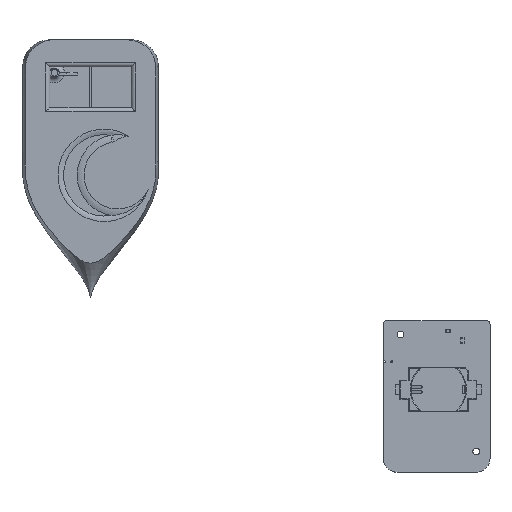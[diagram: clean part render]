
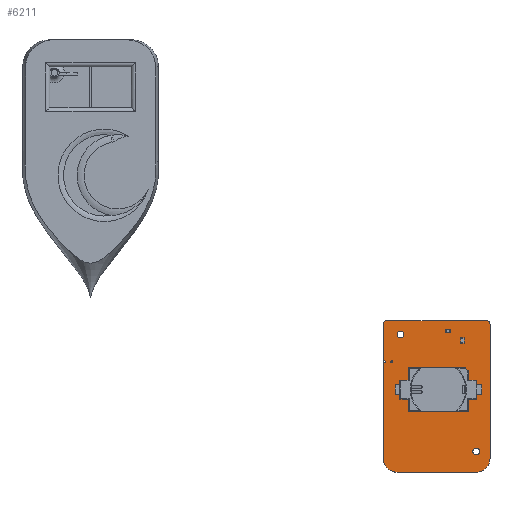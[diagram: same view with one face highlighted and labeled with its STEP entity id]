
A CAD part, top view. The second image highlights one B-rep face of the part: STEP entity #6211.
In plain terms, the highlighted planar face has unit normal (0, 0, 1).
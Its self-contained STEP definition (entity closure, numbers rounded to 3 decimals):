
#103=FACE_BOUND('',#1035,.T.);
#104=FACE_BOUND('',#1036,.T.);
#105=FACE_BOUND('',#1037,.T.);
#106=FACE_BOUND('',#1038,.T.);
#180=CIRCLE('',#6701,1.268);
#189=CIRCLE('',#6714,1.268);
#190=CIRCLE('',#6715,5.078);
#191=CIRCLE('',#6716,5.078);
#192=CIRCLE('',#6717,1.25);
#193=CIRCLE('',#6718,0.375);
#194=CIRCLE('',#6719,0.375);
#195=CIRCLE('',#6720,1.25);
#675=FACE_OUTER_BOUND('',#1034,.T.);
#1034=EDGE_LOOP('',(#4794,#4795,#4796,#4797,#4798,#4799,#4800,#4801,#4802,
#4803,#4804,#4805));
#1035=EDGE_LOOP('',(#4806));
#1036=EDGE_LOOP('',(#4807));
#1037=EDGE_LOOP('',(#4808));
#1038=EDGE_LOOP('',(#4809));
#1597=LINE('',#9749,#2204);
#1599=LINE('',#9753,#2206);
#1608=LINE('',#9785,#2215);
#1609=LINE('',#9789,#2216);
#1610=LINE('',#9791,#2217);
#1611=LINE('',#9795,#2218);
#1612=LINE('',#9797,#2219);
#1613=LINE('',#9800,#2220);
#2204=VECTOR('',#7893,1.);
#2206=VECTOR('',#7897,1.);
#2215=VECTOR('',#7924,1.);
#2216=VECTOR('',#7927,1.);
#2217=VECTOR('',#7928,1.);
#2218=VECTOR('',#7931,1.);
#2219=VECTOR('',#7932,1.);
#2220=VECTOR('',#7935,1.);
#2731=VERTEX_POINT('',#9738);
#2732=VERTEX_POINT('',#9740);
#2735=VERTEX_POINT('',#9747);
#2736=VERTEX_POINT('',#9752);
#2750=VERTEX_POINT('',#9784);
#2751=VERTEX_POINT('',#9786);
#2752=VERTEX_POINT('',#9788);
#2753=VERTEX_POINT('',#9790);
#2754=VERTEX_POINT('',#9792);
#2755=VERTEX_POINT('',#9794);
#2756=VERTEX_POINT('',#9796);
#2757=VERTEX_POINT('',#9798);
#2758=VERTEX_POINT('',#9801);
#2759=VERTEX_POINT('',#9803);
#2760=VERTEX_POINT('',#9805);
#2761=VERTEX_POINT('',#9807);
#3456=EDGE_CURVE('',#2731,#2732,#180,.T.);
#3460=EDGE_CURVE('',#2735,#2731,#1597,.T.);
#3462=EDGE_CURVE('',#2732,#2736,#1599,.T.);
#3478=EDGE_CURVE('',#2750,#2735,#1608,.T.);
#3479=EDGE_CURVE('',#2751,#2750,#189,.T.);
#3480=EDGE_CURVE('',#2752,#2751,#1609,.T.);
#3481=EDGE_CURVE('',#2753,#2752,#1610,.T.);
#3482=EDGE_CURVE('',#2754,#2753,#190,.T.);
#3483=EDGE_CURVE('',#2755,#2754,#1611,.T.);
#3484=EDGE_CURVE('',#2756,#2755,#1612,.T.);
#3485=EDGE_CURVE('',#2757,#2756,#191,.T.);
#3486=EDGE_CURVE('',#2736,#2757,#1613,.T.);
#3487=EDGE_CURVE('',#2758,#2758,#192,.T.);
#3488=EDGE_CURVE('',#2759,#2759,#193,.T.);
#3489=EDGE_CURVE('',#2760,#2760,#194,.T.);
#3490=EDGE_CURVE('',#2761,#2761,#195,.T.);
#4794=ORIENTED_EDGE('',*,*,#3456,.F.);
#4795=ORIENTED_EDGE('',*,*,#3460,.F.);
#4796=ORIENTED_EDGE('',*,*,#3478,.F.);
#4797=ORIENTED_EDGE('',*,*,#3479,.F.);
#4798=ORIENTED_EDGE('',*,*,#3480,.F.);
#4799=ORIENTED_EDGE('',*,*,#3481,.F.);
#4800=ORIENTED_EDGE('',*,*,#3482,.F.);
#4801=ORIENTED_EDGE('',*,*,#3483,.F.);
#4802=ORIENTED_EDGE('',*,*,#3484,.F.);
#4803=ORIENTED_EDGE('',*,*,#3485,.F.);
#4804=ORIENTED_EDGE('',*,*,#3486,.F.);
#4805=ORIENTED_EDGE('',*,*,#3462,.F.);
#4806=ORIENTED_EDGE('',*,*,#3487,.T.);
#4807=ORIENTED_EDGE('',*,*,#3488,.T.);
#4808=ORIENTED_EDGE('',*,*,#3489,.T.);
#4809=ORIENTED_EDGE('',*,*,#3490,.T.);
#5764=PLANE('',#6713);
#6211=ADVANCED_FACE('',(#675,#103,#104,#105,#106),#5764,.T.);
#6701=AXIS2_PLACEMENT_3D('',#9741,#7885,#7886);
#6713=AXIS2_PLACEMENT_3D('',#9783,#7922,#7923);
#6714=AXIS2_PLACEMENT_3D('',#9787,#7925,#7926);
#6715=AXIS2_PLACEMENT_3D('',#9793,#7929,#7930);
#6716=AXIS2_PLACEMENT_3D('',#9799,#7933,#7934);
#6717=AXIS2_PLACEMENT_3D('',#9802,#7936,#7937);
#6718=AXIS2_PLACEMENT_3D('',#9804,#7938,#7939);
#6719=AXIS2_PLACEMENT_3D('',#9806,#7940,#7941);
#6720=AXIS2_PLACEMENT_3D('',#9808,#7942,#7943);
#7885=DIRECTION('center_axis',(0.,0.,-1.));
#7886=DIRECTION('ref_axis',(-0.003,1.,0.));
#7893=DIRECTION('',(1.,0.,0.));
#7897=DIRECTION('',(0.022,-1.,0.));
#7922=DIRECTION('center_axis',(0.,0.,1.));
#7923=DIRECTION('ref_axis',(1.,0.,0.));
#7924=DIRECTION('',(1.,0.022,0.));
#7925=DIRECTION('center_axis',(0.,0.,-1.));
#7926=DIRECTION('ref_axis',(-1.,-0.003,0.));
#7927=DIRECTION('',(0.,1.,0.));
#7928=DIRECTION('',(-0.011,1.,0.));
#7929=DIRECTION('center_axis',(0.,0.,-1.));
#7930=DIRECTION('ref_axis',(0.001,-1.,0.));
#7931=DIRECTION('',(-1.,0.,0.));
#7932=DIRECTION('',(-1.,-0.011,0.));
#7933=DIRECTION('center_axis',(0.,0.,-1.));
#7934=DIRECTION('ref_axis',(1.,0.001,0.));
#7935=DIRECTION('',(0.,-1.,0.));
#7936=DIRECTION('center_axis',(0.,0.,-1.));
#7937=DIRECTION('ref_axis',(0.,-1.,0.));
#7938=DIRECTION('center_axis',(0.,0.,-1.));
#7939=DIRECTION('ref_axis',(0.,-1.,0.));
#7940=DIRECTION('center_axis',(0.,0.,-1.));
#7941=DIRECTION('ref_axis',(0.,-1.,0.));
#7942=DIRECTION('center_axis',(0.,0.,-1.));
#7943=DIRECTION('ref_axis',(0.,-1.,0.));
#9738=CARTESIAN_POINT('',(146.05,-68.58,1.6));
#9740=CARTESIAN_POINT('',(147.318,-69.739,1.6));
#9741=CARTESIAN_POINT('Origin',(146.054,-69.848,1.6));
#9747=CARTESIAN_POINT('',(109.22,-68.58,1.6));
#9749=CARTESIAN_POINT('',(109.22,-68.58,1.6));
#9752=CARTESIAN_POINT('',(147.32,-69.85,1.6));
#9753=CARTESIAN_POINT('',(147.318,-69.739,1.6));
#9783=CARTESIAN_POINT('Origin',(0.,0.,1.6));
#9784=CARTESIAN_POINT('',(109.109,-68.582,1.6));
#9785=CARTESIAN_POINT('',(109.109,-68.582,1.6));
#9786=CARTESIAN_POINT('',(107.95,-69.85,1.6));
#9787=CARTESIAN_POINT('Origin',(109.218,-69.846,1.6));
#9788=CARTESIAN_POINT('',(107.95,-119.38,1.6));
#9789=CARTESIAN_POINT('',(107.95,-119.38,1.6));
#9790=CARTESIAN_POINT('',(107.952,-119.602,1.6));
#9791=CARTESIAN_POINT('',(107.952,-119.602,1.6));
#9792=CARTESIAN_POINT('',(113.03,-124.46,1.6));
#9793=CARTESIAN_POINT('Origin',(113.026,-119.382,1.6));
#9794=CARTESIAN_POINT('',(142.24,-124.46,1.6));
#9795=CARTESIAN_POINT('',(142.24,-124.46,1.6));
#9796=CARTESIAN_POINT('',(142.462,-124.458,1.6));
#9797=CARTESIAN_POINT('',(142.462,-124.458,1.6));
#9798=CARTESIAN_POINT('',(147.32,-119.38,1.6));
#9799=CARTESIAN_POINT('Origin',(142.242,-119.384,1.6));
#9800=CARTESIAN_POINT('',(147.32,-69.85,1.6));
#9801=CARTESIAN_POINT('',(142.24,-115.59,1.6));
#9802=CARTESIAN_POINT('Origin',(142.24,-116.84,1.6));
#9803=CARTESIAN_POINT('',(108.345,-83.36,1.6));
#9804=CARTESIAN_POINT('Origin',(108.345,-83.735,1.6));
#9805=CARTESIAN_POINT('',(111.095,-83.36,1.6));
#9806=CARTESIAN_POINT('Origin',(111.095,-83.735,1.6));
#9807=CARTESIAN_POINT('',(114.3,-72.41,1.6));
#9808=CARTESIAN_POINT('Origin',(114.3,-73.66,1.6));
